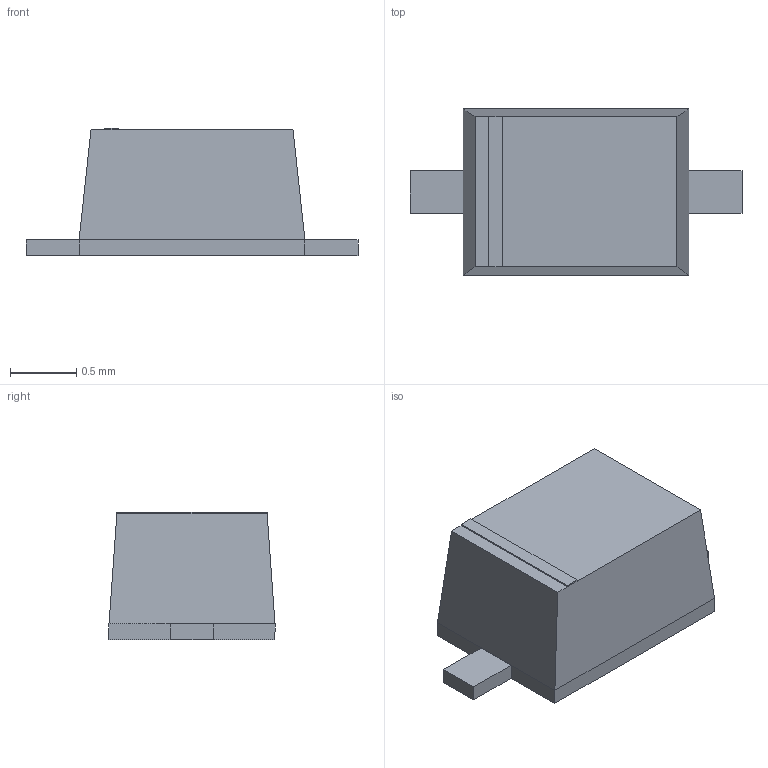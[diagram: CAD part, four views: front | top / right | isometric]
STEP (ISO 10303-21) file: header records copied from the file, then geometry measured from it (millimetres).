
FILE_DESCRIPTION (( 'STEP AP214' ), '1' );
FILE_NAME ('SOD-323_L1.7-W1.3-LS2.5-RD-1.STEP', '2021-09-24T23:06:39', ( '' ), ( '' ), 'SwSTEP 2.0', 'SolidWorks 2018', '' );
FILE_SCHEMA (( 'AUTOMOTIVE_DESIGN' ));
Length unit declared in the file: millimetre
Products named in the file (1): SOD-323_L1.7-W1.3-LS2.5-RD-1
Bounding box: 2.5 x 1.25 x 0.96 mm (x, y, z)
Volume: 1.9 mm3; surface area: 10.4 mm2
Topology: 3 solids, 3 shells, 88 faces, 217 edges, 142 vertices
Faces by surface type: plane 72, bspline 16
Entity records: 3676 total; most frequent: CARTESIAN_POINT 1504, ORIENTED_EDGE 434, DIRECTION 331, EDGE_CURVE 217, LINE 185, VECTOR 185, VERTEX_POINT 142, EDGE_LOOP 95
